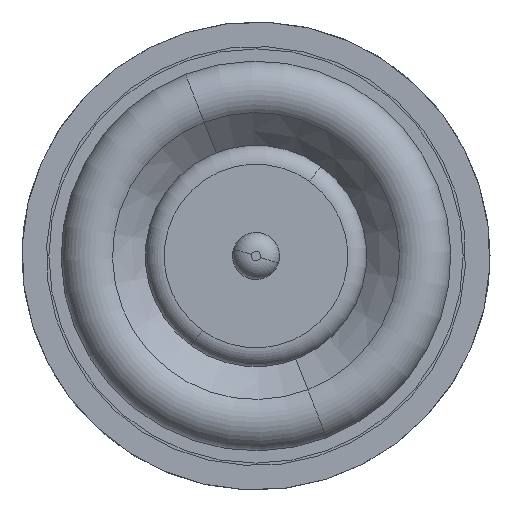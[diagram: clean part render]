
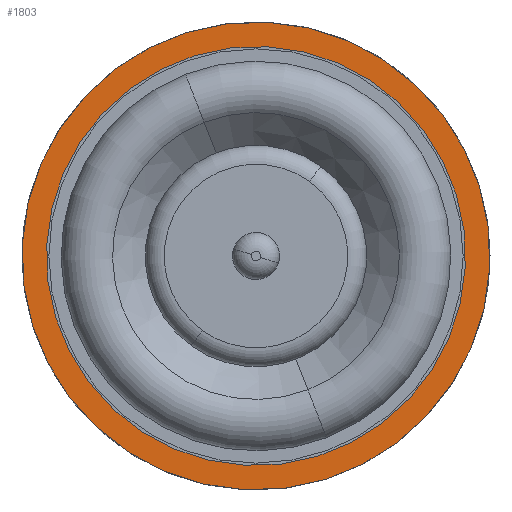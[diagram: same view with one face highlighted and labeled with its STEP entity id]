
A CAD part, front view. The second image highlights one B-rep face of the part: STEP entity #1803.
In plain terms, the highlighted planar face has unit normal (0, -1, 0).
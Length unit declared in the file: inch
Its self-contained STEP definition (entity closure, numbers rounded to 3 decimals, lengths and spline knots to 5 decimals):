
#1 = CARTESIAN_POINT ( 'NONE',  ( 0.01198, -0.8377, 0. ) ) ;
#194 = EDGE_LOOP ( 'NONE', ( #2494, #2484 ) ) ;
#230 = EDGE_LOOP ( 'NONE', ( #2401, #2411 ) ) ;
#254 = VERTEX_POINT ( 'NONE', #1990 ) ;
#289 = VERTEX_POINT ( 'NONE', #1957 ) ;
#314 = VERTEX_POINT ( 'NONE', #1933 ) ;
#322 = VERTEX_POINT ( 'NONE', #1925 ) ;
#788 = DIRECTION ( 'NONE',  ( 0.92, 0., -0.393 ) ) ;
#789 = DIRECTION ( 'NONE',  ( 0., 1., 0. ) ) ;
#791 = PLANE ( 'NONE',  #1636 ) ;
#792 = FACE_BOUND ( 'NONE', #230, .T. ) ;
#793 = FACE_OUTER_BOUND ( 'NONE', #194, .T. ) ;
#801 = CARTESIAN_POINT ( 'NONE',  ( 0.01198, -0.8377, 0. ) ) ;
#869 = DIRECTION ( 'NONE',  ( 0.92, 0., -0.393 ) ) ;
#871 = DIRECTION ( 'NONE',  ( 0., 1., 0. ) ) ;
#905 = AXIS2_PLACEMENT_3D ( 'NONE', #1175, #1174, #1172 ) ;
#908 = CIRCLE ( 'NONE', #905, 0.2225 ) ;
#920 = AXIS2_PLACEMENT_3D ( 'NONE', #1204, #1203, #1202 ) ;
#921 = CIRCLE ( 'NONE', #920, 0.2485 ) ;
#1172 = DIRECTION ( 'NONE',  ( 0.92, 0., -0.393 ) ) ;
#1174 = DIRECTION ( 'NONE',  ( 0., 1., 0. ) ) ;
#1175 = CARTESIAN_POINT ( 'NONE',  ( 0.01198, -0.8377, 0. ) ) ;
#1202 = DIRECTION ( 'NONE',  ( 0.92, 0., -0.393 ) ) ;
#1203 = DIRECTION ( 'NONE',  ( 0., 1., 0. ) ) ;
#1204 = CARTESIAN_POINT ( 'NONE',  ( 0.01198, -0.8377, 0. ) ) ;
#1437 = EDGE_CURVE ( 'NONE', #254, #322, #2298, .T. ) ;
#1471 = EDGE_CURVE ( 'NONE', #289, #314, #2261, .T. ) ;
#1636 = AXIS2_PLACEMENT_3D ( 'NONE', #801, #789, #788 ) ;
#1736 = EDGE_CURVE ( 'NONE', #314, #289, #921, .T. ) ;
#1744 = EDGE_CURVE ( 'NONE', #322, #254, #908, .T. ) ;
#1803 = ADVANCED_FACE ( 'NONE', ( #793, #792 ), #791, .F. ) ;
#1925 = CARTESIAN_POINT ( 'NONE',  ( 0.21662, -0.8377, -0.08734 ) ) ;
#1933 = CARTESIAN_POINT ( 'NONE',  ( -0.21658, -0.8377, 0.09754 ) ) ;
#1957 = CARTESIAN_POINT ( 'NONE',  ( 0.24053, -0.8377, -0.09754 ) ) ;
#1990 = CARTESIAN_POINT ( 'NONE',  ( -0.19266, -0.8377, 0.08734 ) ) ;
#2159 = DIRECTION ( 'NONE',  ( 0., 1., 0. ) ) ;
#2165 = DIRECTION ( 'NONE',  ( 0.92, 0., -0.393 ) ) ;
#2179 = CARTESIAN_POINT ( 'NONE',  ( 0.01198, -0.8377, 0. ) ) ;
#2202 = AXIS2_PLACEMENT_3D ( 'NONE', #1, #871, #869 ) ;
#2211 = AXIS2_PLACEMENT_3D ( 'NONE', #2179, #2159, #2165 ) ;
#2261 = CIRCLE ( 'NONE', #2202, 0.2485 ) ;
#2298 = CIRCLE ( 'NONE', #2211, 0.2225 ) ;
#2401 = ORIENTED_EDGE ( 'NONE', *, *, #1437, .T. ) ;
#2411 = ORIENTED_EDGE ( 'NONE', *, *, #1744, .T. ) ;
#2484 = ORIENTED_EDGE ( 'NONE', *, *, #1471, .F. ) ;
#2494 = ORIENTED_EDGE ( 'NONE', *, *, #1736, .F. ) ;
